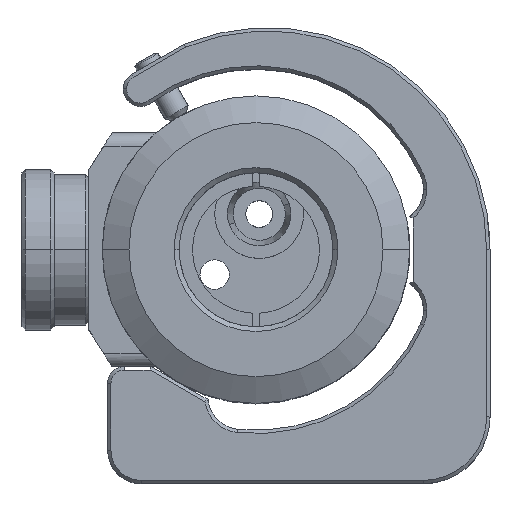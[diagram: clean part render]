
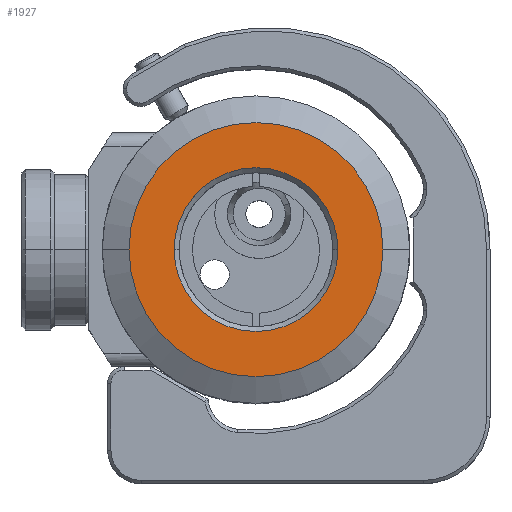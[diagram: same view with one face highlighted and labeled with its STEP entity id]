
A CAD part, top view. The second image highlights one B-rep face of the part: STEP entity #1927.
In plain terms, the highlighted planar face has unit normal (0, 0, 1).
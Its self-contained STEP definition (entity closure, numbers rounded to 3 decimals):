
#1927 = ADVANCED_FACE ( 'NONE', ( #6911, #6863 ), #6855, .T. ) ;
#1939 = EDGE_CURVE ( 'NONE', #2422, #2427, #6892, .T. ) ;
#2422 = VERTEX_POINT ( 'NONE', #8613 ) ;
#2427 = VERTEX_POINT ( 'NONE', #8694 ) ;
#3144 = ORIENTED_EDGE ( 'NONE', *, *, #3889, .F. ) ;
#3154 = ORIENTED_EDGE ( 'NONE', *, *, #11882, .T. ) ;
#3191 = EDGE_LOOP ( 'NONE', ( #3419, #3154 ) ) ;
#3230 = EDGE_CURVE ( 'NONE', #12108, #12157, #11230, .T. ) ;
#3295 = EDGE_LOOP ( 'NONE', ( #3144, #11858 ) ) ;
#3419 = ORIENTED_EDGE ( 'NONE', *, *, #3230, .T. ) ;
#3889 = EDGE_CURVE ( 'NONE', #2427, #2422, #14268, .T. ) ;
#6854 = AXIS2_PLACEMENT_3D ( 'NONE', #6890, #6889, #6888 ) ;
#6855 = PLANE ( 'NONE',  #6854 ) ;
#6863 = FACE_OUTER_BOUND ( 'NONE', #3295, .T. ) ;
#6888 = DIRECTION ( 'NONE',  ( 1., 0., 0. ) ) ;
#6889 = DIRECTION ( 'NONE',  ( 0., 0., 1. ) ) ;
#6890 = CARTESIAN_POINT ( 'NONE',  ( 0., 19., 60.2 ) ) ;
#6892 = CIRCLE ( 'NONE', #6919, 19. ) ;
#6907 = CARTESIAN_POINT ( 'NONE',  ( 0., 0., 60.2 ) ) ;
#6911 = FACE_BOUND ( 'NONE', #3191, .T. ) ;
#6917 = DIRECTION ( 'NONE',  ( -1., 0., 0. ) ) ;
#6918 = DIRECTION ( 'NONE',  ( 0., 0., -1. ) ) ;
#6919 = AXIS2_PLACEMENT_3D ( 'NONE', #6907, #6918, #6917 ) ;
#8613 = CARTESIAN_POINT ( 'NONE',  ( 19., 0., 60.2 ) ) ;
#8694 = CARTESIAN_POINT ( 'NONE',  ( -19., 0., 60.2 ) ) ;
#11207 = DIRECTION ( 'NONE',  ( -1., 0., 0. ) ) ;
#11208 = DIRECTION ( 'NONE',  ( 0., 0., -1. ) ) ;
#11209 = CARTESIAN_POINT ( 'NONE',  ( 0., 0., 60.2 ) ) ;
#11227 = AXIS2_PLACEMENT_3D ( 'NONE', #11209, #11208, #11207 ) ;
#11230 = CIRCLE ( 'NONE', #11227, 12.25 ) ;
#11858 = ORIENTED_EDGE ( 'NONE', *, *, #1939, .F. ) ;
#11882 = EDGE_CURVE ( 'NONE', #12157, #12108, #15784, .T. ) ;
#12108 = VERTEX_POINT ( 'NONE', #16477 ) ;
#12157 = VERTEX_POINT ( 'NONE', #16652 ) ;
#14268 = CIRCLE ( 'NONE', #14312, 19. ) ;
#14304 = DIRECTION ( 'NONE',  ( -1., 0., 0. ) ) ;
#14305 = DIRECTION ( 'NONE',  ( 0., 0., -1. ) ) ;
#14306 = CARTESIAN_POINT ( 'NONE',  ( 0., 0., 60.2 ) ) ;
#14312 = AXIS2_PLACEMENT_3D ( 'NONE', #14306, #14305, #14304 ) ;
#15778 = AXIS2_PLACEMENT_3D ( 'NONE', #15795, #15836, #15835 ) ;
#15784 = CIRCLE ( 'NONE', #15778, 12.25 ) ;
#15795 = CARTESIAN_POINT ( 'NONE',  ( 0., 0., 60.2 ) ) ;
#15835 = DIRECTION ( 'NONE',  ( -1., 0., 0. ) ) ;
#15836 = DIRECTION ( 'NONE',  ( 0., 0., -1. ) ) ;
#16477 = CARTESIAN_POINT ( 'NONE',  ( -12.25, 0., 60.2 ) ) ;
#16652 = CARTESIAN_POINT ( 'NONE',  ( 12.25, 0., 60.2 ) ) ;
